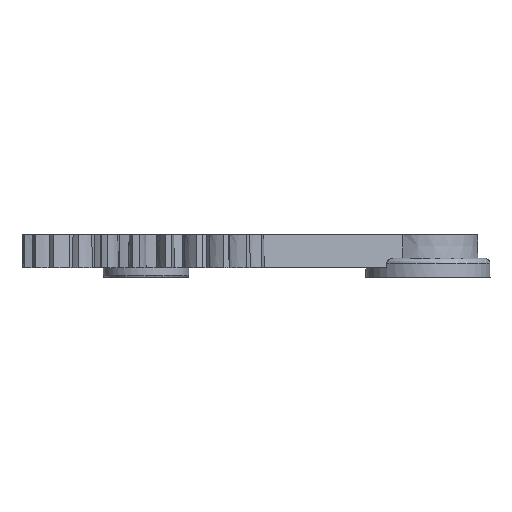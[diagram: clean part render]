
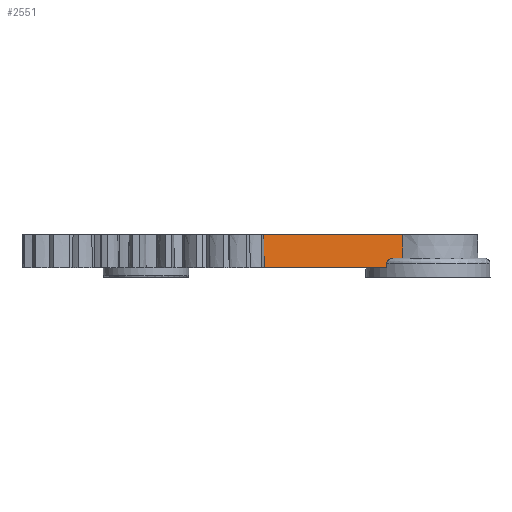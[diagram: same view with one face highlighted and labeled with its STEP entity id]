
A CAD part, front view. The second image highlights one B-rep face of the part: STEP entity #2551.
In plain terms, the highlighted planar face has unit normal (0.18, -0.984, 0.009).
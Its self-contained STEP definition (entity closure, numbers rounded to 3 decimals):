
#57=(
BOUNDED_CURVE()
B_SPLINE_CURVE(2,(#5172,#5173,#5174),.UNSPECIFIED.,.F.,.F.)
B_SPLINE_CURVE_WITH_KNOTS((3,3),(0.2,0.25),
 .UNSPECIFIED.)
CURVE()
GEOMETRIC_REPRESENTATION_ITEM()
RATIONAL_B_SPLINE_CURVE((1.,1.,1.))
REPRESENTATION_ITEM('')
);
#59=(
BOUNDED_CURVE()
B_SPLINE_CURVE(2,(#5215,#5216,#5217),.UNSPECIFIED.,.F.,.F.)
B_SPLINE_CURVE_WITH_KNOTS((3,3),(-0.35,-0.1),
 .UNSPECIFIED.)
CURVE()
GEOMETRIC_REPRESENTATION_ITEM()
RATIONAL_B_SPLINE_CURVE((1.,1.,1.))
REPRESENTATION_ITEM('')
);
#60=(
BOUNDED_CURVE()
B_SPLINE_CURVE(2,(#5220,#5221,#5222),.UNSPECIFIED.,.F.,.F.)
B_SPLINE_CURVE_WITH_KNOTS((3,3),(-0.45,-0.1),
 .UNSPECIFIED.)
CURVE()
GEOMETRIC_REPRESENTATION_ITEM()
RATIONAL_B_SPLINE_CURVE((1.,1.,1.))
REPRESENTATION_ITEM('')
);
#107=B_SPLINE_CURVE_WITH_KNOTS('',3,(#5187,#5188,#5189,#5190,#5191,#5192,
#5193,#5194,#5195,#5196),.UNSPECIFIED.,.F.,.F.,(4,2,2,2,4),(0.,
0.017,0.036,0.059,0.086),
 .UNSPECIFIED.);
#236=LINE('',#3489,#370);
#282=LINE('',#5212,#416);
#283=LINE('',#5219,#417);
#370=VECTOR('',#2943,10.);
#416=VECTOR('',#3095,1.065);
#417=VECTOR('',#3098,16.653);
#565=FACE_OUTER_BOUND('',#708,.T.);
#708=EDGE_LOOP('',(#1823,#1824,#1825,#1826,#1827,#1828,#1829));
#961=VERTEX_POINT('',#3485);
#963=VERTEX_POINT('',#3488);
#1094=VERTEX_POINT('',#5170);
#1098=VERTEX_POINT('',#5185);
#1100=VERTEX_POINT('',#5210);
#1101=VERTEX_POINT('',#5214);
#1102=VERTEX_POINT('',#5218);
#1246=EDGE_CURVE('',#963,#961,#236,.T.);
#1378=EDGE_CURVE('',#961,#1094,#57,.T.);
#1384=EDGE_CURVE('',#1094,#1098,#107,.T.);
#1388=EDGE_CURVE('',#1098,#1100,#282,.T.);
#1389=EDGE_CURVE('',#1100,#1101,#59,.T.);
#1390=EDGE_CURVE('',#1101,#1102,#283,.T.);
#1391=EDGE_CURVE('',#1102,#963,#60,.T.);
#1823=ORIENTED_EDGE('',*,*,#1388,.T.);
#1824=ORIENTED_EDGE('',*,*,#1389,.T.);
#1825=ORIENTED_EDGE('',*,*,#1390,.T.);
#1826=ORIENTED_EDGE('',*,*,#1391,.T.);
#1827=ORIENTED_EDGE('',*,*,#1246,.T.);
#1828=ORIENTED_EDGE('',*,*,#1378,.T.);
#1829=ORIENTED_EDGE('',*,*,#1384,.T.);
#2498=PLANE('',#2772);
#2551=ADVANCED_FACE('',(#565),#2498,.T.);
#2772=AXIS2_PLACEMENT_3D('',#5213,#3096,#3097);
#2943=DIRECTION('',(0.984,0.181,0.));
#3095=DIRECTION('',(0.984,0.181,0.));
#3096=DIRECTION('center_axis',(0.181,-0.984,0.009));
#3097=DIRECTION('ref_axis',(-0.984,-0.181,0.));
#3098=DIRECTION('',(-0.984,-0.181,0.));
#3485=CARTESIAN_POINT('',(25.201,0.558,0.5));
#3488=CARTESIAN_POINT('',(10.536,-2.133,0.5));
#3489=CARTESIAN_POINT('',(4.222,-3.292,0.5));
#5170=CARTESIAN_POINT('',(25.202,0.563,1.004));
#5172=CARTESIAN_POINT('Ctrl Pts',(25.201,0.558,0.5));
#5173=CARTESIAN_POINT('Ctrl Pts',(25.201,0.561,0.752));
#5174=CARTESIAN_POINT('Ctrl Pts',(25.202,0.563,1.004));
#5185=CARTESIAN_POINT('',(25.839,0.684,1.5));
#5187=CARTESIAN_POINT('Ctrl Pts',(25.202,0.563,1.004));
#5188=CARTESIAN_POINT('Ctrl Pts',(25.202,0.564,1.06));
#5189=CARTESIAN_POINT('Ctrl Pts',(25.217,0.567,1.124));
#5190=CARTESIAN_POINT('Ctrl Pts',(25.267,0.577,1.233));
#5191=CARTESIAN_POINT('Ctrl Pts',(25.313,0.586,1.293));
#5192=CARTESIAN_POINT('Ctrl Pts',(25.417,0.606,1.384));
#5193=CARTESIAN_POINT('Ctrl Pts',(25.495,0.621,1.428));
#5194=CARTESIAN_POINT('Ctrl Pts',(25.647,0.649,1.483));
#5195=CARTESIAN_POINT('Ctrl Pts',(25.751,0.668,1.5));
#5196=CARTESIAN_POINT('Ctrl Pts',(25.839,0.684,1.5));
#5210=CARTESIAN_POINT('',(26.886,0.877,1.5));
#5212=CARTESIAN_POINT('',(25.839,0.684,1.5));
#5213=CARTESIAN_POINT('Origin',(7.722,-2.65,0.5));
#5214=CARTESIAN_POINT('',(26.89,0.9,4.));
#5215=CARTESIAN_POINT('Ctrl Pts',(26.886,0.877,1.5));
#5216=CARTESIAN_POINT('Ctrl Pts',(26.888,0.888,2.751));
#5217=CARTESIAN_POINT('Ctrl Pts',(26.89,0.9,4.));
#5218=CARTESIAN_POINT('',(10.51,-2.107,4.));
#5219=CARTESIAN_POINT('',(26.89,0.9,4.));
#5220=CARTESIAN_POINT('Ctrl Pts',(10.51,-2.107,4.));
#5221=CARTESIAN_POINT('Ctrl Pts',(10.523,-2.12,2.252));
#5222=CARTESIAN_POINT('Ctrl Pts',(10.536,-2.133,0.5));
